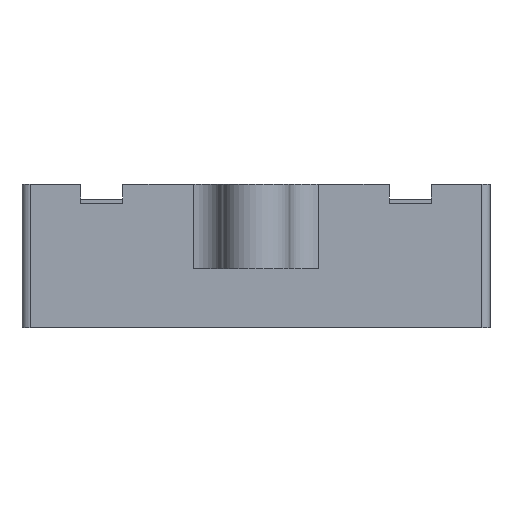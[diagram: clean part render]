
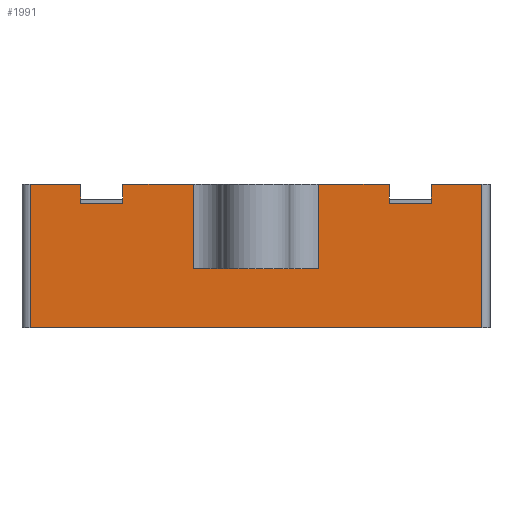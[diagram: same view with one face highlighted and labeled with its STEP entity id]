
A CAD part, front view. The second image highlights one B-rep face of the part: STEP entity #1991.
In plain terms, the highlighted planar face has unit normal (0, -1, 0).
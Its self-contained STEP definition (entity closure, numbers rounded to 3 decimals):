
#83=FACE_OUTER_BOUND('',#189,.T.);
#189=EDGE_LOOP('',(#1411,#1412,#1413,#1414,#1415,#1416,#1417,#1418,#1419,
#1420,#1421,#1422,#1423,#1424,#1425,#1426));
#336=LINE('',#2885,#604);
#338=LINE('',#2891,#606);
#339=LINE('',#2893,#607);
#340=LINE('',#2895,#608);
#341=LINE('',#2897,#609);
#342=LINE('',#2899,#610);
#343=LINE('',#2901,#611);
#344=LINE('',#2903,#612);
#345=LINE('',#2905,#613);
#346=LINE('',#2907,#614);
#347=LINE('',#2909,#615);
#348=LINE('',#2911,#616);
#349=LINE('',#2913,#617);
#350=LINE('',#2915,#618);
#351=LINE('',#2917,#619);
#352=LINE('',#2918,#620);
#604=VECTOR('',#2341,10.);
#606=VECTOR('',#2347,10.);
#607=VECTOR('',#2348,10.);
#608=VECTOR('',#2349,10.);
#609=VECTOR('',#2350,10.);
#610=VECTOR('',#2351,10.);
#611=VECTOR('',#2352,10.);
#612=VECTOR('',#2353,10.);
#613=VECTOR('',#2354,10.);
#614=VECTOR('',#2355,10.);
#615=VECTOR('',#2356,10.);
#616=VECTOR('',#2357,10.);
#617=VECTOR('',#2358,10.);
#618=VECTOR('',#2359,10.);
#619=VECTOR('',#2360,10.);
#620=VECTOR('',#2361,10.);
#863=VERTEX_POINT('',#2882);
#864=VERTEX_POINT('',#2884);
#866=VERTEX_POINT('',#2890);
#867=VERTEX_POINT('',#2892);
#868=VERTEX_POINT('',#2894);
#869=VERTEX_POINT('',#2896);
#870=VERTEX_POINT('',#2898);
#871=VERTEX_POINT('',#2900);
#872=VERTEX_POINT('',#2902);
#873=VERTEX_POINT('',#2904);
#874=VERTEX_POINT('',#2906);
#875=VERTEX_POINT('',#2908);
#876=VERTEX_POINT('',#2910);
#877=VERTEX_POINT('',#2912);
#878=VERTEX_POINT('',#2914);
#879=VERTEX_POINT('',#2916);
#1072=EDGE_CURVE('',#863,#864,#336,.T.);
#1075=EDGE_CURVE('',#863,#866,#338,.T.);
#1076=EDGE_CURVE('',#867,#866,#339,.T.);
#1077=EDGE_CURVE('',#868,#867,#340,.T.);
#1078=EDGE_CURVE('',#868,#869,#341,.T.);
#1079=EDGE_CURVE('',#869,#870,#342,.T.);
#1080=EDGE_CURVE('',#870,#871,#343,.T.);
#1081=EDGE_CURVE('',#872,#871,#344,.T.);
#1082=EDGE_CURVE('',#873,#872,#345,.T.);
#1083=EDGE_CURVE('',#873,#874,#346,.T.);
#1084=EDGE_CURVE('',#874,#875,#347,.T.);
#1085=EDGE_CURVE('',#876,#875,#348,.T.);
#1086=EDGE_CURVE('',#876,#877,#349,.T.);
#1087=EDGE_CURVE('',#877,#878,#350,.T.);
#1088=EDGE_CURVE('',#878,#879,#351,.T.);
#1089=EDGE_CURVE('',#864,#879,#352,.T.);
#1411=ORIENTED_EDGE('',*,*,#1072,.F.);
#1412=ORIENTED_EDGE('',*,*,#1075,.T.);
#1413=ORIENTED_EDGE('',*,*,#1076,.F.);
#1414=ORIENTED_EDGE('',*,*,#1077,.F.);
#1415=ORIENTED_EDGE('',*,*,#1078,.T.);
#1416=ORIENTED_EDGE('',*,*,#1079,.T.);
#1417=ORIENTED_EDGE('',*,*,#1080,.T.);
#1418=ORIENTED_EDGE('',*,*,#1081,.F.);
#1419=ORIENTED_EDGE('',*,*,#1082,.F.);
#1420=ORIENTED_EDGE('',*,*,#1083,.T.);
#1421=ORIENTED_EDGE('',*,*,#1084,.T.);
#1422=ORIENTED_EDGE('',*,*,#1085,.F.);
#1423=ORIENTED_EDGE('',*,*,#1086,.T.);
#1424=ORIENTED_EDGE('',*,*,#1087,.T.);
#1425=ORIENTED_EDGE('',*,*,#1088,.T.);
#1426=ORIENTED_EDGE('',*,*,#1089,.F.);
#1895=PLANE('',#2119);
#1991=ADVANCED_FACE('',(#83),#1895,.T.);
#2119=AXIS2_PLACEMENT_3D('',#2889,#2345,#2346);
#2341=DIRECTION('',(0.,0.,1.));
#2345=DIRECTION('center_axis',(0.,-1.,0.));
#2346=DIRECTION('ref_axis',(1.,0.,0.));
#2347=DIRECTION('',(-1.,0.,0.));
#2348=DIRECTION('',(0.,0.,-1.));
#2349=DIRECTION('',(1.,0.,0.));
#2350=DIRECTION('',(0.,0.,-1.));
#2351=DIRECTION('',(-1.,0.,0.));
#2352=DIRECTION('',(0.,0.,1.));
#2353=DIRECTION('',(1.,0.,0.));
#2354=DIRECTION('',(0.,0.,1.));
#2355=DIRECTION('',(1.,0.,0.));
#2356=DIRECTION('',(0.,0.,1.));
#2357=DIRECTION('',(1.,0.,0.));
#2358=DIRECTION('',(0.,0.,-1.));
#2359=DIRECTION('',(-1.,0.,0.));
#2360=DIRECTION('',(0.,0.,1.));
#2361=DIRECTION('',(1.,0.,0.));
#2882=CARTESIAN_POINT('',(35.15,0.,7.));
#2884=CARTESIAN_POINT('',(35.15,0.,17.));
#2885=CARTESIAN_POINT('',(35.15,0.,3.5));
#2889=CARTESIAN_POINT('Origin',(1.,0.,0.));
#2890=CARTESIAN_POINT('',(20.35,0.,7.));
#2891=CARTESIAN_POINT('',(14.375,0.,7.));
#2892=CARTESIAN_POINT('',(20.35,0.,17.));
#2893=CARTESIAN_POINT('',(20.35,0.,3.5));
#2894=CARTESIAN_POINT('',(11.938,0.,17.));
#2895=CARTESIAN_POINT('',(1.,0.,17.));
#2896=CARTESIAN_POINT('',(11.938,0.,14.75));
#2897=CARTESIAN_POINT('',(11.938,0.,8.5));
#2898=CARTESIAN_POINT('',(6.938,0.,14.75));
#2899=CARTESIAN_POINT('',(6.469,0.,14.75));
#2900=CARTESIAN_POINT('',(6.938,0.,17.));
#2901=CARTESIAN_POINT('',(6.938,0.,7.375));
#2902=CARTESIAN_POINT('',(1.,0.,17.));
#2903=CARTESIAN_POINT('',(1.,0.,17.));
#2904=CARTESIAN_POINT('',(1.,0.,0.));
#2905=CARTESIAN_POINT('',(1.,0.,0.));
#2906=CARTESIAN_POINT('',(54.5,0.,0.));
#2907=CARTESIAN_POINT('',(1.,0.,0.));
#2908=CARTESIAN_POINT('',(54.5,0.,17.));
#2909=CARTESIAN_POINT('',(54.5,0.,0.));
#2910=CARTESIAN_POINT('',(48.563,0.,17.));
#2911=CARTESIAN_POINT('',(1.,0.,17.));
#2912=CARTESIAN_POINT('',(48.563,0.,14.75));
#2913=CARTESIAN_POINT('',(48.563,0.,8.5));
#2914=CARTESIAN_POINT('',(43.563,0.,14.75));
#2915=CARTESIAN_POINT('',(24.781,0.,14.75));
#2916=CARTESIAN_POINT('',(43.563,0.,17.));
#2917=CARTESIAN_POINT('',(43.563,0.,7.375));
#2918=CARTESIAN_POINT('',(1.,0.,17.));
